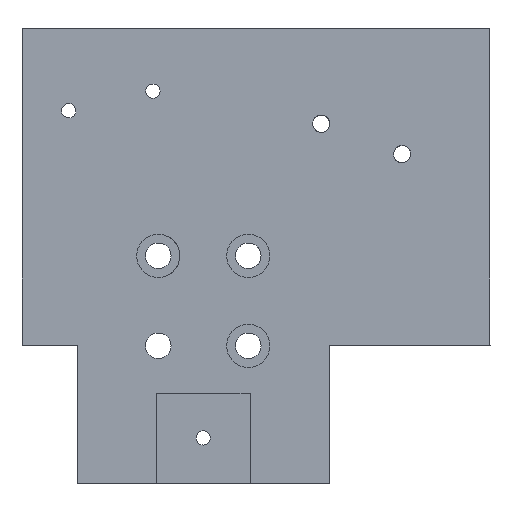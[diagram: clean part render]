
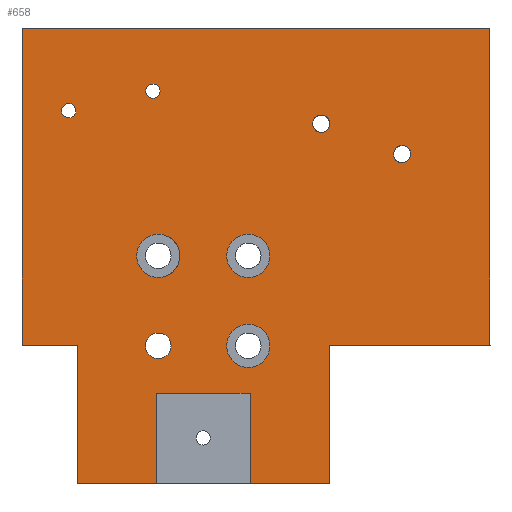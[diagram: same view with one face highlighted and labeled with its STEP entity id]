
A CAD part, front view. The second image highlights one B-rep face of the part: STEP entity #658.
In plain terms, the highlighted planar face has unit normal (0, -1, 0).
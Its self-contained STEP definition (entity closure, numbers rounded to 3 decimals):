
#17=ELLIPSE('',#690,2.388,2.388);
#19=ELLIPSE('',#692,2.388,2.388);
#44=FACE_BOUND('',#147,.T.);
#45=FACE_BOUND('',#148,.T.);
#46=FACE_BOUND('',#149,.T.);
#47=FACE_BOUND('',#150,.T.);
#48=FACE_BOUND('',#151,.T.);
#49=FACE_BOUND('',#152,.T.);
#50=FACE_BOUND('',#153,.T.);
#51=FACE_BOUND('',#154,.T.);
#66=PLANE('',#735);
#97=FACE_OUTER_BOUND('',#146,.T.);
#146=EDGE_LOOP('',(#552,#553,#554,#555,#556,#557,#558,#559,#560,#561,#562,
#563));
#147=EDGE_LOOP('',(#564));
#148=EDGE_LOOP('',(#565));
#149=EDGE_LOOP('',(#566));
#150=EDGE_LOOP('',(#567));
#151=EDGE_LOOP('',(#568));
#152=EDGE_LOOP('',(#569));
#153=EDGE_LOOP('',(#570));
#154=EDGE_LOOP('',(#571,#572));
#185=LINE('',#1072,#238);
#189=LINE('',#1079,#242);
#192=LINE('',#1090,#245);
#194=LINE('',#1094,#247);
#196=LINE('',#1097,#249);
#198=LINE('',#1102,#251);
#200=LINE('',#1117,#253);
#204=LINE('',#1125,#257);
#205=LINE('',#1127,#258);
#206=LINE('',#1129,#259);
#207=LINE('',#1130,#260);
#208=LINE('',#1131,#261);
#238=VECTOR('',#850,130.);
#242=VECTOR('',#856,130.);
#245=VECTOR('',#869,87.9);
#247=VECTOR('',#873,130.);
#249=VECTOR('',#877,87.9);
#251=VECTOR('',#883,10.);
#253=VECTOR('',#887,10.);
#257=VECTOR('',#893,10.);
#258=VECTOR('',#894,10.);
#259=VECTOR('',#895,10.);
#260=VECTOR('',#896,10.);
#261=VECTOR('',#897,10.);
#274=CIRCLE('',#687,3.55);
#288=CIRCLE('',#710,6.);
#289=CIRCLE('',#711,6.);
#292=CIRCLE('',#716,6.);
#293=CIRCLE('',#726,2.);
#294=CIRCLE('',#728,2.);
#295=CIRCLE('',#736,6.);
#299=VERTEX_POINT('',#945);
#301=VERTEX_POINT('',#969);
#303=VERTEX_POINT('',#992);
#327=VERTEX_POINT('',#1045);
#328=VERTEX_POINT('',#1047);
#331=VERTEX_POINT('',#1056);
#333=VERTEX_POINT('',#1069);
#334=VERTEX_POINT('',#1071);
#335=VERTEX_POINT('',#1075);
#336=VERTEX_POINT('',#1077);
#337=VERTEX_POINT('',#1081);
#338=VERTEX_POINT('',#1085);
#339=VERTEX_POINT('',#1089);
#340=VERTEX_POINT('',#1093);
#341=VERTEX_POINT('',#1101);
#342=VERTEX_POINT('',#1115);
#343=VERTEX_POINT('',#1116);
#346=VERTEX_POINT('',#1124);
#347=VERTEX_POINT('',#1126);
#348=VERTEX_POINT('',#1128);
#349=VERTEX_POINT('',#1132);
#360=EDGE_CURVE('',#299,#299,#274,.T.);
#362=EDGE_CURVE('',#301,#301,#17,.T.);
#365=EDGE_CURVE('',#303,#303,#19,.T.);
#391=EDGE_CURVE('',#328,#327,#288,.T.);
#392=EDGE_CURVE('',#327,#328,#289,.T.);
#396=EDGE_CURVE('',#331,#331,#292,.T.);
#403=EDGE_CURVE('',#333,#334,#185,.T.);
#407=EDGE_CURVE('',#336,#335,#189,.T.);
#409=EDGE_CURVE('',#337,#337,#293,.T.);
#411=EDGE_CURVE('',#338,#338,#294,.T.);
#412=EDGE_CURVE('',#334,#339,#192,.T.);
#414=EDGE_CURVE('',#339,#340,#194,.T.);
#416=EDGE_CURVE('',#340,#336,#196,.T.);
#418=EDGE_CURVE('',#335,#341,#198,.T.);
#420=EDGE_CURVE('',#342,#343,#200,.T.);
#424=EDGE_CURVE('',#346,#333,#204,.T.);
#425=EDGE_CURVE('',#346,#347,#205,.T.);
#426=EDGE_CURVE('',#347,#348,#206,.T.);
#427=EDGE_CURVE('',#348,#342,#207,.T.);
#428=EDGE_CURVE('',#343,#341,#208,.T.);
#429=EDGE_CURVE('',#349,#349,#295,.T.);
#552=ORIENTED_EDGE('',*,*,#407,.F.);
#553=ORIENTED_EDGE('',*,*,#416,.F.);
#554=ORIENTED_EDGE('',*,*,#414,.F.);
#555=ORIENTED_EDGE('',*,*,#412,.F.);
#556=ORIENTED_EDGE('',*,*,#403,.F.);
#557=ORIENTED_EDGE('',*,*,#424,.F.);
#558=ORIENTED_EDGE('',*,*,#425,.T.);
#559=ORIENTED_EDGE('',*,*,#426,.T.);
#560=ORIENTED_EDGE('',*,*,#427,.T.);
#561=ORIENTED_EDGE('',*,*,#420,.T.);
#562=ORIENTED_EDGE('',*,*,#428,.T.);
#563=ORIENTED_EDGE('',*,*,#418,.F.);
#564=ORIENTED_EDGE('',*,*,#360,.T.);
#565=ORIENTED_EDGE('',*,*,#362,.T.);
#566=ORIENTED_EDGE('',*,*,#365,.T.);
#567=ORIENTED_EDGE('',*,*,#429,.T.);
#568=ORIENTED_EDGE('',*,*,#396,.T.);
#569=ORIENTED_EDGE('',*,*,#411,.F.);
#570=ORIENTED_EDGE('',*,*,#409,.F.);
#571=ORIENTED_EDGE('',*,*,#392,.T.);
#572=ORIENTED_EDGE('',*,*,#391,.T.);
#658=ADVANCED_FACE('',(#97,#44,#45,#46,#47,#48,#49,#50,#51),#66,.F.);
#687=AXIS2_PLACEMENT_3D('',#947,#759,#760);
#690=AXIS2_PLACEMENT_3D('',#970,#765,#766);
#692=AXIS2_PLACEMENT_3D('',#993,#770,#771);
#710=AXIS2_PLACEMENT_3D('',#1048,#818,#819);
#711=AXIS2_PLACEMENT_3D('',#1049,#820,#821);
#716=AXIS2_PLACEMENT_3D('',#1058,#831,#832);
#726=AXIS2_PLACEMENT_3D('',#1083,#860,#861);
#728=AXIS2_PLACEMENT_3D('',#1087,#865,#866);
#735=AXIS2_PLACEMENT_3D('',#1123,#891,#892);
#736=AXIS2_PLACEMENT_3D('',#1133,#898,#899);
#759=DIRECTION('center_axis',(0.,1.,0.));
#760=DIRECTION('ref_axis',(0.,0.,
-1.));
#765=DIRECTION('center_axis',(0.,1.,0.));
#766=DIRECTION('ref_axis',(-0.351,0.,-0.936));
#770=DIRECTION('center_axis',(0.,1.,0.));
#771=DIRECTION('ref_axis',(-0.351,0.,-0.936));
#818=DIRECTION('center_axis',(0.,1.,0.));
#819=DIRECTION('ref_axis',(0.,0.,
-1.));
#820=DIRECTION('center_axis',(0.,1.,0.));
#821=DIRECTION('ref_axis',(0.,0.,
-1.));
#831=DIRECTION('center_axis',(0.,1.,0.));
#832=DIRECTION('ref_axis',(0.,0.,
-1.));
#850=DIRECTION('',(-1.,0.,0.));
#856=DIRECTION('',(-1.,0.,0.));
#860=DIRECTION('center_axis',(0.,-1.,0.));
#861=DIRECTION('ref_axis',(0.,0.,-1.));
#865=DIRECTION('center_axis',(0.,-1.,0.));
#866=DIRECTION('ref_axis',(0.,0.,-1.));
#869=DIRECTION('',(0.,0.,1.));
#873=DIRECTION('',(1.,0.,0.));
#877=DIRECTION('',(0.,0.,-1.));
#883=DIRECTION('',(0.,0.,-1.));
#887=DIRECTION('',(0.,0.,-1.));
#891=DIRECTION('center_axis',(0.,1.,0.));
#892=DIRECTION('ref_axis',(0.,0.,1.));
#893=DIRECTION('',(0.,0.,1.));
#894=DIRECTION('',(1.,0.,0.));
#895=DIRECTION('',(0.,0.,1.));
#896=DIRECTION('',(1.,0.,0.));
#897=DIRECTION('',(1.,0.,0.));
#898=DIRECTION('center_axis',(0.,1.,0.));
#899=DIRECTION('ref_axis',(0.999,0.,0.032));
#945=CARTESIAN_POINT('',(-5.299,-75.26,-35.129));
#947=CARTESIAN_POINT('Origin',(-5.299,-75.26,-38.679));
#969=CARTESIAN_POINT('',(63.275,-75.26,16.783));
#970=CARTESIAN_POINT('Origin',(62.437,-75.26,14.547));
#992=CARTESIAN_POINT('',(40.802,-75.26,25.215));
#993=CARTESIAN_POINT('Origin',(39.963,-75.26,22.979));
#1045=CARTESIAN_POINT('',(-5.299,-75.26,-7.679));
#1047=CARTESIAN_POINT('',(-5.299,-75.26,-19.679));
#1048=CARTESIAN_POINT('Origin',(-5.299,-75.26,-13.679));
#1049=CARTESIAN_POINT('Origin',(-5.299,-75.26,-13.679));
#1056=CARTESIAN_POINT('',(19.701,-75.26,-7.679));
#1058=CARTESIAN_POINT('Origin',(19.701,-75.26,-13.679));
#1069=CARTESIAN_POINT('',(-27.799,-75.26,-38.486));
#1071=CARTESIAN_POINT('',(-43.153,-75.26,-38.486));
#1072=CARTESIAN_POINT('',(86.847,-75.26,-38.486));
#1075=CARTESIAN_POINT('',(42.201,-75.26,-38.486));
#1077=CARTESIAN_POINT('',(86.847,-75.26,-38.486));
#1079=CARTESIAN_POINT('',(86.847,-75.26,-38.486));
#1081=CARTESIAN_POINT('',(-30.178,-75.26,28.639));
#1083=CARTESIAN_POINT('Origin',(-30.178,-75.26,26.639));
#1085=CARTESIAN_POINT('',(-6.794,-75.26,34.037));
#1087=CARTESIAN_POINT('Origin',(-6.794,-75.26,32.037));
#1089=CARTESIAN_POINT('',(-43.153,-75.26,49.414));
#1090=CARTESIAN_POINT('',(-43.153,-75.26,-38.486));
#1093=CARTESIAN_POINT('',(86.847,-75.26,49.414));
#1094=CARTESIAN_POINT('',(-43.153,-75.26,49.414));
#1097=CARTESIAN_POINT('',(86.847,-75.26,49.414));
#1101=CARTESIAN_POINT('',(42.201,-75.26,-76.89));
#1102=CARTESIAN_POINT('',(42.201,-75.26,-63.954));
#1115=CARTESIAN_POINT('',(20.198,-75.26,-51.795));
#1116=CARTESIAN_POINT('',(20.198,-75.26,-76.89));
#1117=CARTESIAN_POINT('',(20.198,-75.26,-57.874));
#1123=CARTESIAN_POINT('Origin',(2.201,-75.26,-63.954));
#1124=CARTESIAN_POINT('',(-27.799,-75.26,-76.89));
#1125=CARTESIAN_POINT('',(-27.799,-75.26,-63.954));
#1126=CARTESIAN_POINT('',(-5.796,-75.26,-76.89));
#1127=CARTESIAN_POINT('',(5.951,-75.26,-76.89));
#1128=CARTESIAN_POINT('',(-5.796,-75.26,-51.795));
#1129=CARTESIAN_POINT('',(-5.796,-75.26,-70.371));
#1130=CARTESIAN_POINT('',(10.949,-75.26,-51.795));
#1131=CARTESIAN_POINT('',(5.951,-75.26,-76.89));
#1132=CARTESIAN_POINT('',(13.701,-75.26,-38.679));
#1133=CARTESIAN_POINT('Origin',(19.701,-75.26,-38.679));
